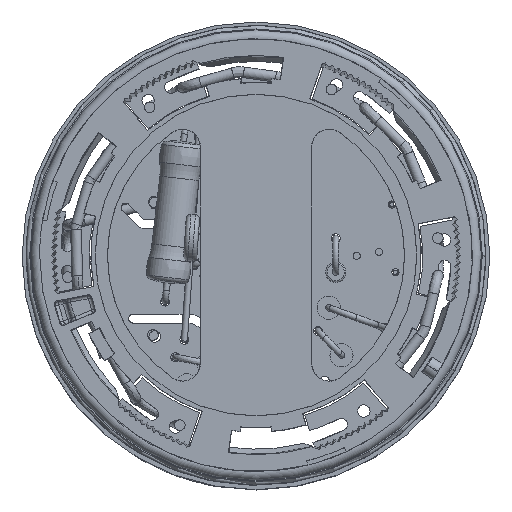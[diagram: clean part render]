
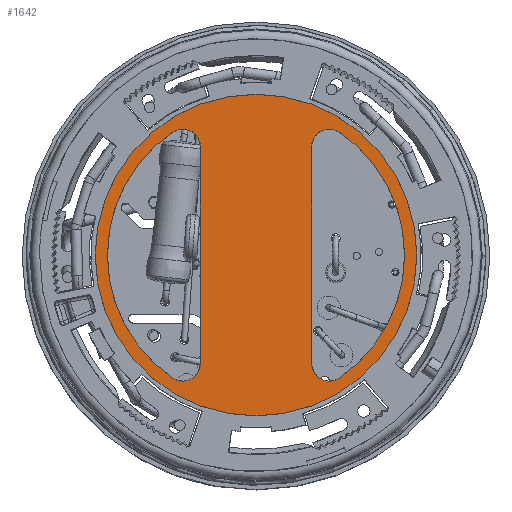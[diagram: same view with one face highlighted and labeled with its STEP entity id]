
A CAD part, top view. The second image highlights one B-rep face of the part: STEP entity #1642.
In plain terms, the highlighted planar face has unit normal (0, 0, 1).
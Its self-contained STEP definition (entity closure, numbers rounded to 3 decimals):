
#1552=CARTESIAN_POINT('',(0.,-18.075,77.198));
#1553=DIRECTION('',(0.0,0.0,1.0));
#1554=DIRECTION('',(1.0,0.0,0.0));
#1555=AXIS2_PLACEMENT_3D('',#1552,#1553,#1554);
#1556=PLANE('',#1555);
#1557=CARTESIAN_POINT('',(18.083,0.0,77.198));
#1558=VERTEX_POINT('',#1557);
#1559=CARTESIAN_POINT('',(0.0,0.0,77.198));
#1560=DIRECTION('',(0.0,0.0,1.0));
#1561=DIRECTION('',(1.0,0.0,0.0));
#1562=AXIS2_PLACEMENT_3D('',#1559,#1560,#1561);
#1563=CIRCLE('',#1562,18.083);
#1564=EDGE_CURVE('',#1558,#1558,#1563,.F.);
#1565=ORIENTED_EDGE('',*,*,#1564,.F.);
#1566=EDGE_LOOP('',(#1565));
#1567=FACE_OUTER_BOUND('',#1566,.T.);
#1568=CARTESIAN_POINT('',(-9.377,-13.828,77.198));
#1569=VERTEX_POINT('',#1568);
#1570=CARTESIAN_POINT('',(-6.242,-12.167,77.198));
#1571=VERTEX_POINT('',#1570);
#1572=CARTESIAN_POINT('',(-8.25,-12.167,77.198));
#1573=DIRECTION('',(0.0,0.0,1.0));
#1574=DIRECTION('',(1.0,0.0,0.0));
#1575=AXIS2_PLACEMENT_3D('',#1572,#1573,#1574);
#1576=CIRCLE('',#1575,2.008);
#1577=EDGE_CURVE('',#1569,#1571,#1576,.T.);
#1578=ORIENTED_EDGE('',*,*,#1577,.F.);
#1579=CARTESIAN_POINT('',(-9.377,13.828,77.198));
#1580=VERTEX_POINT('',#1579);
#1581=CARTESIAN_POINT('',(0.0,0.0,77.198));
#1582=DIRECTION('',(0.0,0.0,1.0));
#1583=DIRECTION('',(1.0,0.0,0.0));
#1584=AXIS2_PLACEMENT_3D('',#1581,#1582,#1583);
#1585=CIRCLE('',#1584,16.708);
#1586=EDGE_CURVE('',#1580,#1569,#1585,.T.);
#1587=ORIENTED_EDGE('',*,*,#1586,.F.);
#1588=CARTESIAN_POINT('',(-6.242,12.167,77.198));
#1589=VERTEX_POINT('',#1588);
#1590=CARTESIAN_POINT('',(-8.25,12.167,77.198));
#1591=DIRECTION('',(0.0,0.0,1.0));
#1592=DIRECTION('',(1.0,0.0,0.0));
#1593=AXIS2_PLACEMENT_3D('',#1590,#1591,#1592);
#1594=CIRCLE('',#1593,2.008);
#1595=EDGE_CURVE('',#1589,#1580,#1594,.T.);
#1596=ORIENTED_EDGE('',*,*,#1595,.F.);
#1597=CARTESIAN_POINT('',(-6.242,12.167,77.198));
#1598=DIRECTION('',(0.0,-1.0,0.0));
#1599=VECTOR('',#1598,24.333);
#1600=LINE('',#1597,#1599);
#1601=EDGE_CURVE('',#1571,#1589,#1600,.F.);
#1602=ORIENTED_EDGE('',*,*,#1601,.F.);
#1603=EDGE_LOOP('',(#1578,#1587,#1596,#1602));
#1604=FACE_BOUND('',#1603,.T.);
#1605=CARTESIAN_POINT('',(9.377,13.828,77.198));
#1606=VERTEX_POINT('',#1605);
#1607=CARTESIAN_POINT('',(9.377,-13.828,77.198));
#1608=VERTEX_POINT('',#1607);
#1609=CARTESIAN_POINT('',(0.,0.0,77.198));
#1610=DIRECTION('',(0.0,0.0,1.0));
#1611=DIRECTION('',(1.0,0.0,0.0));
#1612=AXIS2_PLACEMENT_3D('',#1609,#1610,#1611);
#1613=CIRCLE('',#1612,16.708);
#1614=EDGE_CURVE('',#1606,#1608,#1613,.F.);
#1615=ORIENTED_EDGE('',*,*,#1614,.T.);
#1616=CARTESIAN_POINT('',(6.242,-12.167,77.198));
#1617=VERTEX_POINT('',#1616);
#1618=CARTESIAN_POINT('',(8.25,-12.167,77.198));
#1619=DIRECTION('',(0.0,0.0,1.0));
#1620=DIRECTION('',(1.0,0.0,0.0));
#1621=AXIS2_PLACEMENT_3D('',#1618,#1619,#1620);
#1622=CIRCLE('',#1621,2.008);
#1623=EDGE_CURVE('',#1608,#1617,#1622,.F.);
#1624=ORIENTED_EDGE('',*,*,#1623,.T.);
#1625=CARTESIAN_POINT('',(6.242,12.167,77.198));
#1626=VERTEX_POINT('',#1625);
#1627=CARTESIAN_POINT('',(6.242,-12.167,77.198));
#1628=DIRECTION('',(0.0,1.0,0.0));
#1629=VECTOR('',#1628,24.333);
#1630=LINE('',#1627,#1629);
#1631=EDGE_CURVE('',#1617,#1626,#1630,.T.);
#1632=ORIENTED_EDGE('',*,*,#1631,.T.);
#1633=CARTESIAN_POINT('',(8.25,12.167,77.198));
#1634=DIRECTION('',(0.0,0.0,1.0));
#1635=DIRECTION('',(1.0,0.0,0.0));
#1636=AXIS2_PLACEMENT_3D('',#1633,#1634,#1635);
#1637=CIRCLE('',#1636,2.008);
#1638=EDGE_CURVE('',#1626,#1606,#1637,.F.);
#1639=ORIENTED_EDGE('',*,*,#1638,.T.);
#1640=EDGE_LOOP('',(#1615,#1624,#1632,#1639));
#1641=FACE_BOUND('',#1640,.T.);
#1642=ADVANCED_FACE('',(#1567,#1604,#1641),#1556,.T.);
